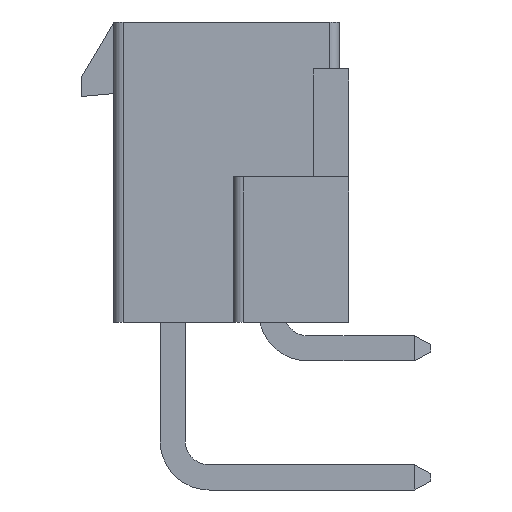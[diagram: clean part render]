
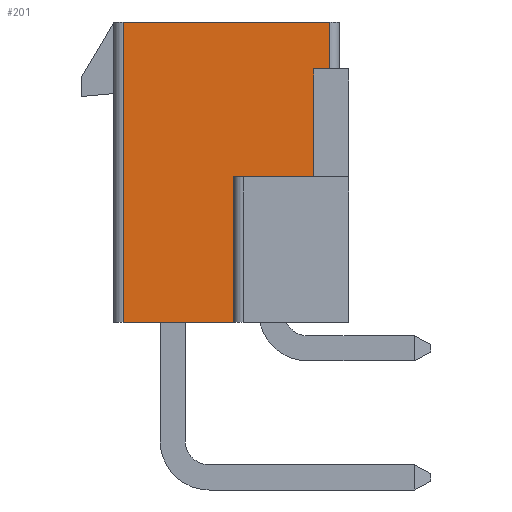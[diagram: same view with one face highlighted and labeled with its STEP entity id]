
A CAD part, left-side view. The second image highlights one B-rep face of the part: STEP entity #201.
In plain terms, the highlighted planar face has unit normal (-1, 0, 0).
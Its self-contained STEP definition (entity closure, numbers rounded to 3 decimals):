
#201 = ADVANCED_FACE( '', ( #991 ), #992, .T. );
#991 = FACE_OUTER_BOUND( '', #2456, .T. );
#992 = PLANE( '', #2457 );
#2456 = EDGE_LOOP( '', ( #4351, #4352, #4353, #4354, #4355, #4356, #4357, #4358 ) );
#2457 = AXIS2_PLACEMENT_3D( '', #4359, #4360, #4361 );
#4351 = ORIENTED_EDGE( '', *, *, #9209, .F. );
#4352 = ORIENTED_EDGE( '', *, *, #9551, .T. );
#4353 = ORIENTED_EDGE( '', *, *, #9552, .F. );
#4354 = ORIENTED_EDGE( '', *, *, #9553, .F. );
#4355 = ORIENTED_EDGE( '', *, *, #9554, .F. );
#4356 = ORIENTED_EDGE( '', *, *, #9555, .T. );
#4357 = ORIENTED_EDGE( '', *, *, #9556, .T. );
#4358 = ORIENTED_EDGE( '', *, *, #9328, .F. );
#4359 = CARTESIAN_POINT( '', ( -25.8, 0.4, 0. ) );
#4360 = DIRECTION( '', ( -1., 0., 0. ) );
#4361 = DIRECTION( '', ( 0., 0., 1. ) );
#9209 = EDGE_CURVE( '', #10901, #10903, #10904, .T. );
#9328 = EDGE_CURVE( '', #10903, #11139, #11140, .T. );
#9551 = EDGE_CURVE( '', #10901, #11563, #11564, .T. );
#9552 = EDGE_CURVE( '', #11565, #11563, #11566, .T. );
#9553 = EDGE_CURVE( '', #11567, #11565, #11568, .T. );
#9554 = EDGE_CURVE( '', #11569, #11567, #11570, .T. );
#9555 = EDGE_CURVE( '', #11569, #11571, #11572, .T. );
#9556 = EDGE_CURVE( '', #11571, #11139, #11573, .T. );
#10901 = VERTEX_POINT( '', #13641 );
#10903 = VERTEX_POINT( '', #13644 );
#10904 = LINE( '', #13645, #13646 );
#11139 = VERTEX_POINT( '', #13996 );
#11140 = LINE( '', #13997, #13998 );
#11563 = VERTEX_POINT( '', #14626 );
#11564 = LINE( '', #14627, #14628 );
#11565 = VERTEX_POINT( '', #14629 );
#11566 = LINE( '', #14630, #14631 );
#11567 = VERTEX_POINT( '', #14632 );
#11568 = LINE( '', #14633, #14634 );
#11569 = VERTEX_POINT( '', #14635 );
#11570 = LINE( '', #14636, #14637 );
#11571 = VERTEX_POINT( '', #14638 );
#11572 = LINE( '', #14639, #14640 );
#11573 = LINE( '', #14641, #14642 );
#13641 = CARTESIAN_POINT( '', ( -25.8, 4.9, -12.8 ) );
#13644 = CARTESIAN_POINT( '', ( -25.8, 9.6, -12.8 ) );
#13645 = CARTESIAN_POINT( '', ( -25.8, 4.9, -12.8 ) );
#13646 = VECTOR( '', #17887, 1000. );
#13996 = CARTESIAN_POINT( '', ( -25.8, 9.6, 0. ) );
#13997 = CARTESIAN_POINT( '', ( -25.8, 9.6, -12.8 ) );
#13998 = VECTOR( '', #18012, 1000. );
#14626 = CARTESIAN_POINT( '', ( -25.8, 4.9, -6.6 ) );
#14627 = CARTESIAN_POINT( '', ( -25.8, 4.9, -12.8 ) );
#14628 = VECTOR( '', #18269, 1000. );
#14629 = CARTESIAN_POINT( '', ( -25.8, 1.5, -6.6 ) );
#14630 = CARTESIAN_POINT( '', ( -25.8, 1.5, -6.6 ) );
#14631 = VECTOR( '', #18270, 1000. );
#14632 = CARTESIAN_POINT( '', ( -25.8, 1.5, -2. ) );
#14633 = CARTESIAN_POINT( '', ( -25.8, 1.5, -2. ) );
#14634 = VECTOR( '', #18271, 1000. );
#14635 = CARTESIAN_POINT( '', ( -25.8, 0.8, -2. ) );
#14636 = CARTESIAN_POINT( '', ( -25.8, 0.8, -2. ) );
#14637 = VECTOR( '', #18272, 1000. );
#14638 = CARTESIAN_POINT( '', ( -25.8, 0.8, 0. ) );
#14639 = CARTESIAN_POINT( '', ( -25.8, 0.8, -2. ) );
#14640 = VECTOR( '', #18273, 1000. );
#14641 = CARTESIAN_POINT( '', ( -25.8, 0.8, 0. ) );
#14642 = VECTOR( '', #18274, 1000. );
#17887 = DIRECTION( '', ( 0., 1., 0. ) );
#18012 = DIRECTION( '', ( 0., 0., 1. ) );
#18269 = DIRECTION( '', ( 0., 0., 1. ) );
#18270 = DIRECTION( '', ( 0., 1., 0. ) );
#18271 = DIRECTION( '', ( 0., 0., -1. ) );
#18272 = DIRECTION( '', ( 0., 1., 0. ) );
#18273 = DIRECTION( '', ( 0., 0., 1. ) );
#18274 = DIRECTION( '', ( 0., 1., 0. ) );
